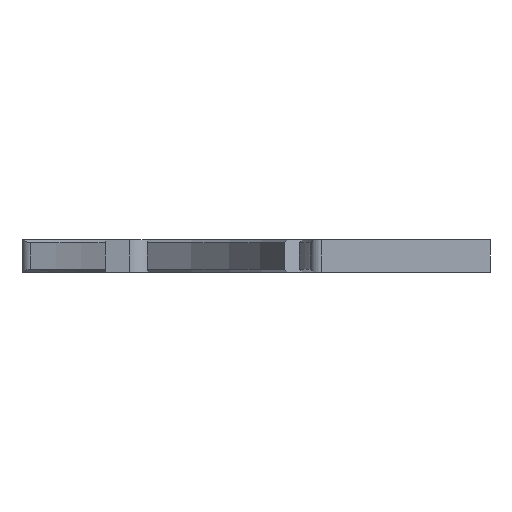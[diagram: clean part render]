
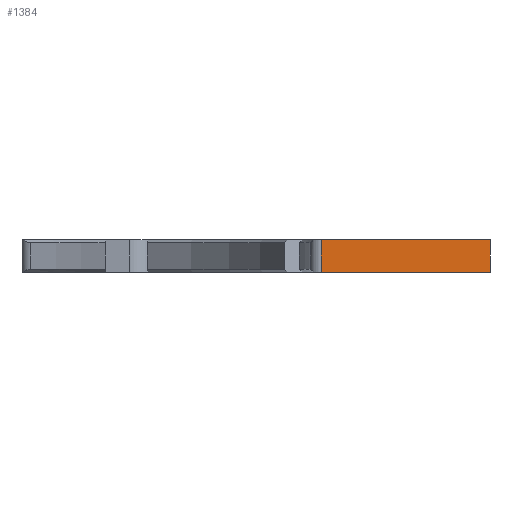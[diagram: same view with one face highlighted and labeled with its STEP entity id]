
A CAD part, front view. The second image highlights one B-rep face of the part: STEP entity #1384.
In plain terms, the highlighted planar face has unit normal (0, -1, 0).
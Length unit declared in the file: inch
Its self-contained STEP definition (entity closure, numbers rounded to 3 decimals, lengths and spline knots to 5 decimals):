
#306 = VECTOR ( 'NONE', #5408, 39.37008 ) ;
#382 = LINE ( 'NONE', #4197, #1825 ) ;
#603 = FACE_OUTER_BOUND ( 'NONE', #773, .T. ) ;
#773 = EDGE_LOOP ( 'NONE', ( #3204, #2889, #2545, #2189 ) ) ;
#830 = VERTEX_POINT ( 'NONE', #4131 ) ;
#969 = VECTOR ( 'NONE', #4586, 39.37008 ) ;
#1199 = EDGE_CURVE ( 'NONE', #3671, #1306, #3266, .T. ) ;
#1226 = AXIS2_PLACEMENT_3D ( 'NONE', #1422, #2242, #1370 ) ;
#1306 = VERTEX_POINT ( 'NONE', #1754 ) ;
#1370 = DIRECTION ( 'NONE',  ( 0., 0., -1. ) ) ;
#1384 = ADVANCED_FACE ( 'NONE', ( #603 ), #2222, .T. ) ;
#1422 = CARTESIAN_POINT ( 'NONE',  ( 4.219, 0., -0.3735 ) ) ;
#1480 = CARTESIAN_POINT ( 'NONE',  ( 4.3422, 0., -0.3735 ) ) ;
#1611 = VECTOR ( 'NONE', #4371, 39.37008 ) ;
#1728 = LINE ( 'NONE', #5378, #306 ) ;
#1754 = CARTESIAN_POINT ( 'NONE',  ( 6.3125, 0., -0.3735 ) ) ;
#1825 = VECTOR ( 'NONE', #5043, 39.37008 ) ;
#1924 = EDGE_CURVE ( 'NONE', #1306, #2515, #3782, .T. ) ;
#2093 = EDGE_CURVE ( 'NONE', #830, #2515, #1728, .T. ) ;
#2189 = ORIENTED_EDGE ( 'NONE', *, *, #1924, .T. ) ;
#2222 = PLANE ( 'NONE',  #1226 ) ;
#2242 = DIRECTION ( 'NONE',  ( 0., -1., 0. ) ) ;
#2515 = VERTEX_POINT ( 'NONE', #3892 ) ;
#2545 = ORIENTED_EDGE ( 'NONE', *, *, #1199, .T. ) ;
#2852 = CARTESIAN_POINT ( 'NONE',  ( 4.219, 0., -0.3735 ) ) ;
#2889 = ORIENTED_EDGE ( 'NONE', *, *, #3717, .T. ) ;
#3204 = ORIENTED_EDGE ( 'NONE', *, *, #2093, .F. ) ;
#3266 = LINE ( 'NONE', #2852, #969 ) ;
#3671 = VERTEX_POINT ( 'NONE', #1480 ) ;
#3717 = EDGE_CURVE ( 'NONE', #830, #3671, #382, .T. ) ;
#3782 = LINE ( 'NONE', #3806, #1611 ) ;
#3806 = CARTESIAN_POINT ( 'NONE',  ( 6.3125, 0., -0.3735 ) ) ;
#3892 = CARTESIAN_POINT ( 'NONE',  ( 6.3125, 0., 0. ) ) ;
#4131 = CARTESIAN_POINT ( 'NONE',  ( 4.3422, 0., 0. ) ) ;
#4197 = CARTESIAN_POINT ( 'NONE',  ( 4.3422, 0., -0.3425 ) ) ;
#4371 = DIRECTION ( 'NONE',  ( 0., 0., 1. ) ) ;
#4586 = DIRECTION ( 'NONE',  ( 1., 0., 0. ) ) ;
#5043 = DIRECTION ( 'NONE',  ( 0., 0., -1. ) ) ;
#5378 = CARTESIAN_POINT ( 'NONE',  ( 4.219, 0., 0. ) ) ;
#5408 = DIRECTION ( 'NONE',  ( 1., 0., 0. ) ) ;
